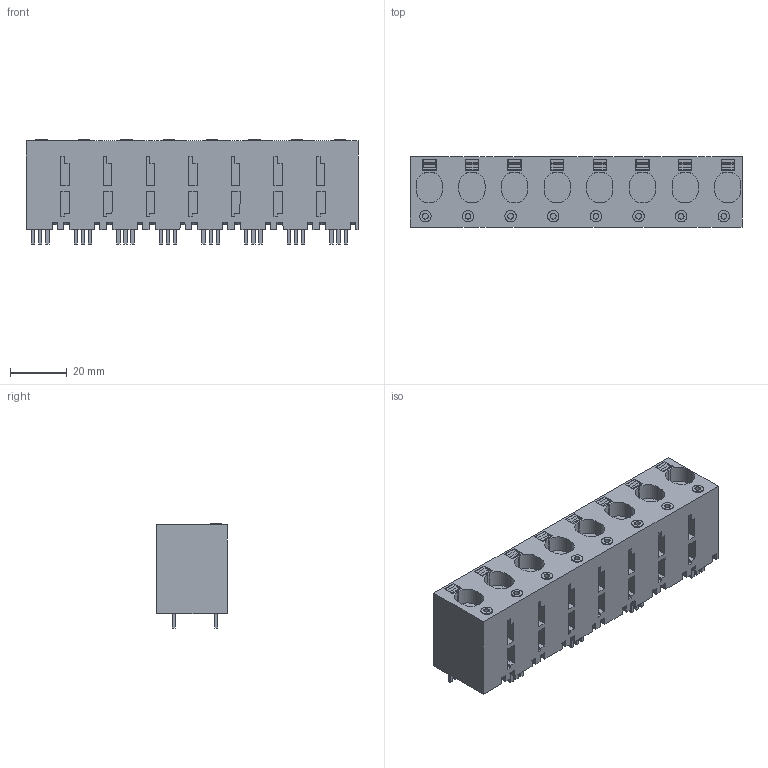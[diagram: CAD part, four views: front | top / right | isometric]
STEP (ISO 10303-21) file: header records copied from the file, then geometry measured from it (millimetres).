
FILE_DESCRIPTION(('CATIA V5 STEP Exchange','CAx-IF Rec.Pracs.--- Model Styling and Organization---1.2---2011-12-15'),'2;1');
FILE_NAME ('D1462859_0_2492270000_2492270000.stp','2018-03-29T09:33:36+00:00',('none'),('Weidmueller'),'CATIA Version 5-6 Release 2014','CATIA V5 STEP AP214','none');
FILE_SCHEMA(('AUTOMOTIVE_DESIGN { 1 0 10303 214 1 1 1 1 }'));
Length unit declared in the file: millimetre
Products named in the file (1): 2492270000
Bounding box: 116.8 x 24.7 x 36.6 mm (x, y, z)
Volume: 73859.1 mm3; surface area: 30327.8 mm2
Topology: 17 solids, 17 shells, 899 faces, 2461 edges, 1650 vertices
Faces by surface type: plane 714, extrusion 105, cylinder 80
Entity records: 29732 total; most frequent: CARTESIAN_POINT 7733, ORIENTED_EDGE 4922, DIRECTION 3314, EDGE_CURVE 2461, VECTOR 2196, LINE 2091, VERTEX_POINT 1650, EDGE_LOOP 953
